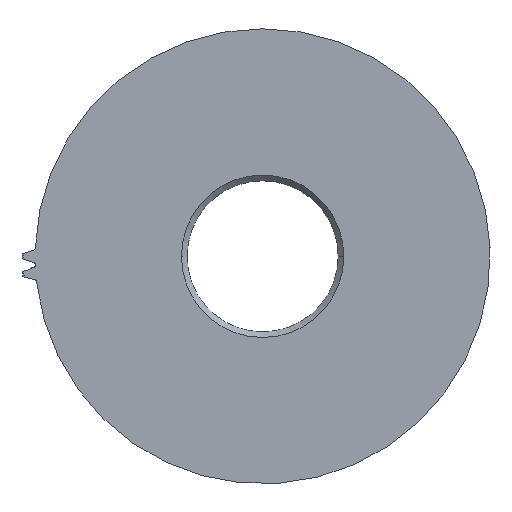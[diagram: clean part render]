
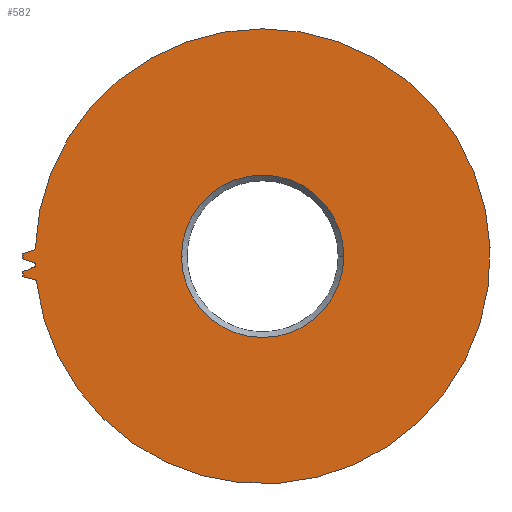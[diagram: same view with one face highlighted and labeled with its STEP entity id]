
A CAD part, left-side view. The second image highlights one B-rep face of the part: STEP entity #582.
In plain terms, the highlighted planar face has unit normal (-1, 0, 0).
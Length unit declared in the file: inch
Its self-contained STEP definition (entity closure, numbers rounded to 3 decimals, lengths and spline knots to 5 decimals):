
#121=CARTESIAN_POINT('',(-0.0625,0.59371,0.007));
#122=CARTESIAN_POINT('',(-0.0625,0.59329,0.00717));
#123=CARTESIAN_POINT('',(-0.0625,0.59128,0.00797));
#124=CARTESIAN_POINT('',(-0.0625,0.58767,0.00936));
#125=CARTESIAN_POINT('',(-0.0625,0.58284,0.01108));
#126=CARTESIAN_POINT('',(-0.0625,0.57797,0.01266));
#127=CARTESIAN_POINT('',(-0.0625,0.57316,0.01406));
#128=CARTESIAN_POINT('',(-0.0625,0.56997,0.0149));
#129=CARTESIAN_POINT('',(-0.0625,0.56842,0.01527));
#131=CARTESIAN_POINT('',(-0.0625,0.56971,0.02054));
#132=DIRECTION('',(-1.,0.,0.));
#133=DIRECTION('',(0.,-0.238,-0.971));
#134=AXIS2_PLACEMENT_3D('',#131,#132,#133);
#136=CARTESIAN_POINT('',(-0.0625,0.56659,-0.06305));
#137=DIRECTION('',(-1.,0.,0.));
#138=DIRECTION('',(0.,-0.994,0.111));
#139=AXIS2_PLACEMENT_3D('',#136,#137,#138);
#141=CARTESIAN_POINT('',(-0.0625,0.56569,-0.05771));
#142=CARTESIAN_POINT('',(-0.0625,0.56726,-0.05745));
#143=CARTESIAN_POINT('',(-0.0625,0.57051,-0.05686));
#144=CARTESIAN_POINT('',(-0.0625,0.5754,-0.05582));
#145=CARTESIAN_POINT('',(-0.0625,0.58039,-0.0546));
#146=CARTESIAN_POINT('',(-0.0625,0.58533,-0.05325));
#147=CARTESIAN_POINT('',(-0.0625,0.58904,-0.05213));
#148=CARTESIAN_POINT('',(-0.0625,0.5911,-0.05148));
#149=CARTESIAN_POINT('',(-0.0625,0.59153,-0.05135));
#151=CARTESIAN_POINT('',(-0.0625,0.,0.));
#152=DIRECTION('',(-1.,0.,0.));
#153=DIRECTION('',(0.,0.998,-0.063));
#154=AXIS2_PLACEMENT_3D('',#151,#152,#153);
#156=CARTESIAN_POINT('',(-0.0625,0.59257,-0.03739));
#157=CARTESIAN_POINT('',(-0.0625,0.59217,-0.03719));
#158=CARTESIAN_POINT('',(-0.0625,0.59023,-0.03624));
#159=CARTESIAN_POINT('',(-0.0625,0.58673,-0.03459));
#160=CARTESIAN_POINT('',(-0.0625,0.58204,-0.03251));
#161=CARTESIAN_POINT('',(-0.0625,0.5773,-0.03056));
#162=CARTESIAN_POINT('',(-0.0625,0.57261,-0.02881));
#163=CARTESIAN_POINT('',(-0.0625,0.56949,-0.02774));
#164=CARTESIAN_POINT('',(-0.0625,0.56798,-0.02725));
#166=CARTESIAN_POINT('',(-0.0625,0.56965,-0.0221));
#167=DIRECTION('',(-1.,0.,0.));
#168=DIRECTION('',(0.,-0.31,-0.951));
#169=AXIS2_PLACEMENT_3D('',#166,#167,#168);
#171=CARTESIAN_POINT('',(-0.0625,0.56971,-0.02054));
#172=DIRECTION('',(-1.,0.,0.));
#173=DIRECTION('',(0.,-0.999,0.036));
#174=AXIS2_PLACEMENT_3D('',#171,#172,#173);
#176=CARTESIAN_POINT('',(-0.0625,0.56842,-0.01527));
#177=CARTESIAN_POINT('',(-0.0625,0.56997,-0.0149));
#178=CARTESIAN_POINT('',(-0.0625,0.57316,-0.01406));
#179=CARTESIAN_POINT('',(-0.0625,0.57797,-0.01266));
#180=CARTESIAN_POINT('',(-0.0625,0.58284,-0.01108));
#181=CARTESIAN_POINT('',(-0.0625,0.58767,-0.00936));
#182=CARTESIAN_POINT('',(-0.0625,0.59128,-0.00797));
#183=CARTESIAN_POINT('',(-0.0625,0.59329,-0.00717));
#184=CARTESIAN_POINT('',(-0.0625,0.59371,-0.007));
#186=CARTESIAN_POINT('',(-0.0625,0.,0.));
#187=DIRECTION('',(-1.,0.,0.));
#188=DIRECTION('',(0.,1.,0.));
#189=AXIS2_PLACEMENT_3D('',#186,#187,#188);
#191=CARTESIAN_POINT('',(-0.0625,0.,0.));
#192=DIRECTION('',(-1.,0.,0.));
#193=DIRECTION('',(0.,-1.,0.));
#194=AXIS2_PLACEMENT_3D('',#191,#192,#193);
#201=CARTESIAN_POINT('',(-0.0625,0.,0.));
#202=DIRECTION('',(-1.,0.,0.));
#203=DIRECTION('',(0.,1.,0.012));
#204=AXIS2_PLACEMENT_3D('',#201,#202,#203);
#215=CARTESIAN_POINT('',(-0.0625,0.59371,-0.007));
#248=CARTESIAN_POINT('',(-0.0625,0.,0.));
#249=DIRECTION('',(-1.,0.,0.));
#250=DIRECTION('',(0.,0.999,-0.036));
#251=AXIS2_PLACEMENT_3D('',#248,#249,#250);
#257=CARTESIAN_POINT('',(-0.0625,0.,0.));
#258=DIRECTION('',(-1.,0.,0.));
#259=DIRECTION('',(0.,0.994,-0.111));
#260=AXIS2_PLACEMENT_3D('',#257,#258,#259);
#415=CARTESIAN_POINT('',(-0.0625,0.59371,0.007));
#477=CARTESIAN_POINT('',(-0.0625,0.56842,0.01527));
#479=VERTEX_POINT('',#477);
#481=CARTESIAN_POINT('',(-0.0625,0.56842,-0.01527));
#483=VERTEX_POINT('',#481);
#485=CARTESIAN_POINT('',(-0.0625,0.5643,0.02034));
#487=VERTEX_POINT('',#485);
#489=CARTESIAN_POINT('',(-0.0625,0.5643,-0.02034));
#491=VERTEX_POINT('',#489);
#493=CARTESIAN_POINT('',(-0.0625,0.56798,-0.02725));
#495=VERTEX_POINT('',#493);
#497=CARTESIAN_POINT('',(-0.0625,0.56569,-0.05771));
#499=VERTEX_POINT('',#497);
#501=CARTESIAN_POINT('',(-0.0625,0.56424,-0.02189));
#503=VERTEX_POINT('',#501);
#505=CARTESIAN_POINT('',(-0.0625,0.5612,-0.06245));
#507=VERTEX_POINT('',#505);
#509=CARTESIAN_POINT('',(-0.0625,0.59257,-0.03739));
#510=CARTESIAN_POINT('',(-0.0625,0.59153,-0.05135));
#511=VERTEX_POINT('',#509);
#512=VERTEX_POINT('',#510);
#518=VERTEX_POINT('',#415);
#521=VERTEX_POINT('',#215);
#537=CARTESIAN_POINT('',(-0.0625,0.20156,0.));
#538=CARTESIAN_POINT('',(-0.0625,-0.20156,0.));
#539=VERTEX_POINT('',#537);
#540=VERTEX_POINT('',#538);
#545=CARTESIAN_POINT('',(-0.0625,0.,0.));
#546=DIRECTION('',(1.,0.,0.));
#547=DIRECTION('',(0.,0.,-1.));
#548=AXIS2_PLACEMENT_3D('',#545,#546,#547);
#549=PLANE('',#548);
#551=ORIENTED_EDGE('',*,*,#550,.F.);
#553=ORIENTED_EDGE('',*,*,#552,.T.);
#555=ORIENTED_EDGE('',*,*,#554,.T.);
#557=ORIENTED_EDGE('',*,*,#556,.F.);
#559=ORIENTED_EDGE('',*,*,#558,.T.);
#561=ORIENTED_EDGE('',*,*,#560,.T.);
#563=ORIENTED_EDGE('',*,*,#562,.F.);
#565=ORIENTED_EDGE('',*,*,#564,.T.);
#567=ORIENTED_EDGE('',*,*,#566,.T.);
#569=ORIENTED_EDGE('',*,*,#568,.F.);
#571=ORIENTED_EDGE('',*,*,#570,.T.);
#573=ORIENTED_EDGE('',*,*,#572,.T.);
#574=EDGE_LOOP('',(#551,#553,#555,#557,#559,#561,#563,#565,#567,#569,#571,
#573));
#575=FACE_OUTER_BOUND('',#574,.F.);
#577=ORIENTED_EDGE('',*,*,#576,.T.);
#579=ORIENTED_EDGE('',*,*,#578,.T.);
#580=EDGE_LOOP('',(#577,#579));
#581=FACE_BOUND('',#580,.F.);
#130=B_SPLINE_CURVE_WITH_KNOTS('',3,(#121,#122,#123,#124,#125,#126,#127,#128,
#129),.UNSPECIFIED.,.F.,.F.,(4,1,1,1,1,1,4),(0.,0.05087,
0.2434,0.43593,0.62846,0.82098,1.),
.UNSPECIFIED.);
#135=CIRCLE('',#134,0.00542);
#140=CIRCLE('',#139,0.00542);
#150=B_SPLINE_CURVE_WITH_KNOTS('',3,(#141,#142,#143,#144,#145,#146,#147,#148,
#149),.UNSPECIFIED.,.F.,.F.,(4,1,1,1,1,1,4),(0.,0.17902,
0.37154,0.56407,0.7566,0.94913,1.),
.UNSPECIFIED.);
#155=CIRCLE('',#154,0.59375);
#165=B_SPLINE_CURVE_WITH_KNOTS('',3,(#156,#157,#158,#159,#160,#161,#162,#163,
#164),.UNSPECIFIED.,.F.,.F.,(4,1,1,1,1,1,4),(0.,0.05087,
0.2434,0.43593,0.62846,0.82098,1.),
.UNSPECIFIED.);
#170=CIRCLE('',#169,0.00542);
#175=CIRCLE('',#174,0.00542);
#185=B_SPLINE_CURVE_WITH_KNOTS('',3,(#176,#177,#178,#179,#180,#181,#182,#183,
#184),.UNSPECIFIED.,.F.,.F.,(4,1,1,1,1,1,4),(0.,0.17902,
0.37154,0.56407,0.7566,0.94913,1.),
.UNSPECIFIED.);
#190=CIRCLE('',#189,0.20156);
#195=CIRCLE('',#194,0.20156);
#205=CIRCLE('',#204,0.59375);
#252=CIRCLE('',#251,0.56467);
#261=CIRCLE('',#260,0.56467);
#550=EDGE_CURVE('',#518,#521,#205,.T.);
#552=EDGE_CURVE('',#518,#479,#130,.T.);
#554=EDGE_CURVE('',#479,#487,#135,.T.);
#556=EDGE_CURVE('',#507,#487,#261,.T.);
#558=EDGE_CURVE('',#507,#499,#140,.T.);
#560=EDGE_CURVE('',#499,#512,#150,.T.);
#562=EDGE_CURVE('',#511,#512,#155,.T.);
#564=EDGE_CURVE('',#511,#495,#165,.T.);
#566=EDGE_CURVE('',#495,#503,#170,.T.);
#568=EDGE_CURVE('',#491,#503,#252,.T.);
#570=EDGE_CURVE('',#491,#483,#175,.T.);
#572=EDGE_CURVE('',#483,#521,#185,.T.);
#576=EDGE_CURVE('',#539,#540,#190,.T.);
#578=EDGE_CURVE('',#540,#539,#195,.T.);
#582=ADVANCED_FACE('',(#575,#581),#549,.F.);
